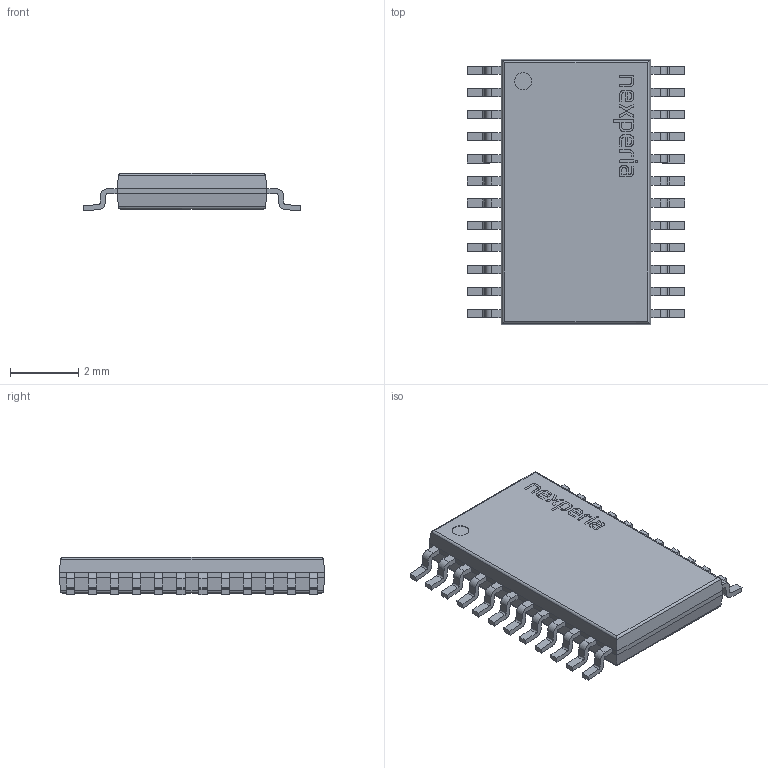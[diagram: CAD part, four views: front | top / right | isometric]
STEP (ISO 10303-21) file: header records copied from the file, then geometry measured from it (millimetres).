
FILE_DESCRIPTION(('FreeCAD Model'),'2;1');
FILE_NAME('Nexperia 74HC4067PW-Q100.step','2020-08-01T20:27:29',('Author'),(''), 'Open CASCADE STEP processor 7.2','FreeCAD','Unknown');
FILE_SCHEMA(('AUTOMOTIVE_DESIGN { 1 0 10303 214 1 1 1 1 }'));
Length unit declared in the file: millimetre
Products named in the file (3): logo; Pins; Base
Bounding box: 6.4 x 7.8 x 1.1 mm (x, y, z)
Volume: 36.7 mm3; surface area: 119.2 mm2
Topology: 35 solids, 35 shells, 512 faces, 1315 edges, 866 vertices
Faces by surface type: plane 255, bspline 152, cylinder 105
Full cylindrical faces by diameter (mm): 0.5 x1
Entity records: 15551 total; most frequent: CARTESIAN_POINT 3942, ORIENTED_EDGE 2614, DIRECTION 1835, EDGE_CURVE 1307, VERTEX_POINT 866, LINE 709, VECTOR 709, AXIS2_PLACEMENT_3D 563
